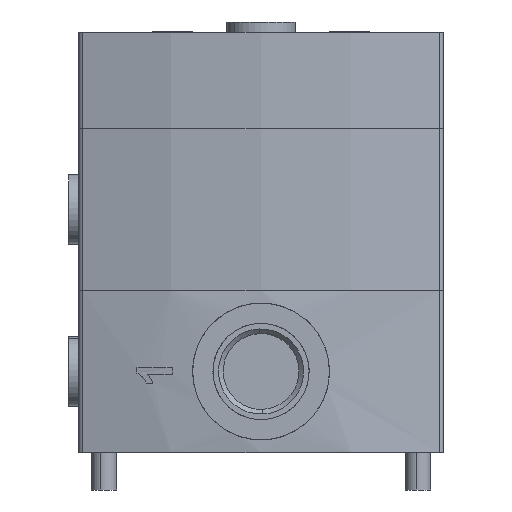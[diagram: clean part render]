
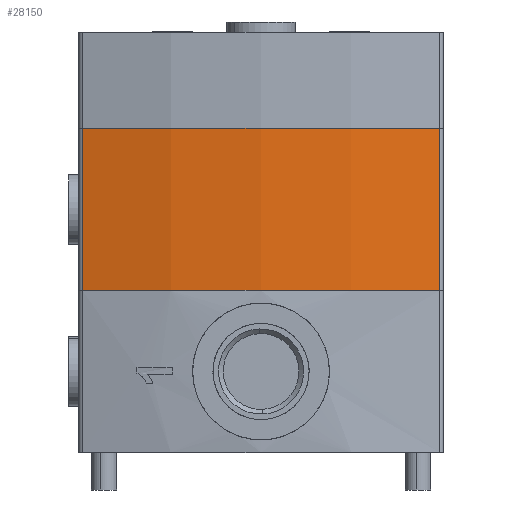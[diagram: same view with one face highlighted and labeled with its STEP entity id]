
A CAD part, left-side view. The second image highlights one B-rep face of the part: STEP entity #28150.
In plain terms, the highlighted cylindrical face has radius 120 mm (diameter 240 mm), a partial arc.
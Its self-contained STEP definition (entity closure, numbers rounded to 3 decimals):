
#280 = CARTESIAN_POINT ( 'NONE',  ( -7.956, -35.294, 32. ) ) ;
#1084 = CARTESIAN_POINT ( 'NONE',  ( 106.737, 0., 64. ) ) ;
#1590 = DIRECTION ( 'NONE',  ( 1., 0., 0. ) ) ;
#2013 = AXIS2_PLACEMENT_3D ( 'NONE', #1084, #19925, #1590 ) ;
#2708 = DIRECTION ( 'NONE',  ( 1., 0., 0. ) ) ;
#4011 = EDGE_CURVE ( 'NONE', #5387, #33991, #12502, .T. ) ;
#4321 = DIRECTION ( 'NONE',  ( 1., 0., 0. ) ) ;
#5387 = VERTEX_POINT ( 'NONE', #21412 ) ;
#6220 = VECTOR ( 'NONE', #22713, 1000. ) ;
#6745 = CYLINDRICAL_SURFACE ( 'NONE', #12331, 120. ) ;
#6774 = EDGE_CURVE ( 'NONE', #21629, #31317, #8405, .T. ) ;
#7210 = EDGE_CURVE ( 'NONE', #33991, #31317, #13133, .T. ) ;
#7644 = ORIENTED_EDGE ( 'NONE', *, *, #24578, .T. ) ;
#8405 = LINE ( 'NONE', #280, #14767 ) ;
#11942 = ORIENTED_EDGE ( 'NONE', *, *, #6774, .T. ) ;
#12243 = ORIENTED_EDGE ( 'NONE', *, *, #7210, .F. ) ;
#12331 = AXIS2_PLACEMENT_3D ( 'NONE', #25259, #17286, #4321 ) ;
#12485 = CARTESIAN_POINT ( 'NONE',  ( -7.956, -35.294, 32. ) ) ;
#12502 = LINE ( 'NONE', #30853, #6220 ) ;
#12975 = CARTESIAN_POINT ( 'NONE',  ( -7.956, 35.294, 64. ) ) ;
#13133 = CIRCLE ( 'NONE', #2013, 120. ) ;
#14767 = VECTOR ( 'NONE', #18789, 1000. ) ;
#16020 = CARTESIAN_POINT ( 'NONE',  ( 106.737, 0., 32. ) ) ;
#17286 = DIRECTION ( 'NONE',  ( 0., 0., -1. ) ) ;
#18789 = DIRECTION ( 'NONE',  ( 0., 0., 1. ) ) ;
#18876 = CARTESIAN_POINT ( 'NONE',  ( -7.956, -35.294, 64. ) ) ;
#19013 = ORIENTED_EDGE ( 'NONE', *, *, #4011, .F. ) ;
#19604 = AXIS2_PLACEMENT_3D ( 'NONE', #16020, #26405, #2708 ) ;
#19925 = DIRECTION ( 'NONE',  ( 0., 0., 1. ) ) ;
#20915 = EDGE_LOOP ( 'NONE', ( #7644, #11942, #12243, #19013 ) ) ;
#21412 = CARTESIAN_POINT ( 'NONE',  ( -7.956, 35.294, 32. ) ) ;
#21629 = VERTEX_POINT ( 'NONE', #12485 ) ;
#22713 = DIRECTION ( 'NONE',  ( 0., 0., 1. ) ) ;
#24578 = EDGE_CURVE ( 'NONE', #5387, #21629, #26803, .T. ) ;
#25259 = CARTESIAN_POINT ( 'NONE',  ( 106.737, 0., 32. ) ) ;
#26405 = DIRECTION ( 'NONE',  ( 0., 0., 1. ) ) ;
#26803 = CIRCLE ( 'NONE', #19604, 120. ) ;
#28150 = ADVANCED_FACE ( 'NONE', ( #30452 ), #6745, .T. ) ;
#30452 = FACE_OUTER_BOUND ( 'NONE', #20915, .T. ) ;
#30853 = CARTESIAN_POINT ( 'NONE',  ( -7.956, 35.294, 32. ) ) ;
#31317 = VERTEX_POINT ( 'NONE', #18876 ) ;
#33991 = VERTEX_POINT ( 'NONE', #12975 ) ;
